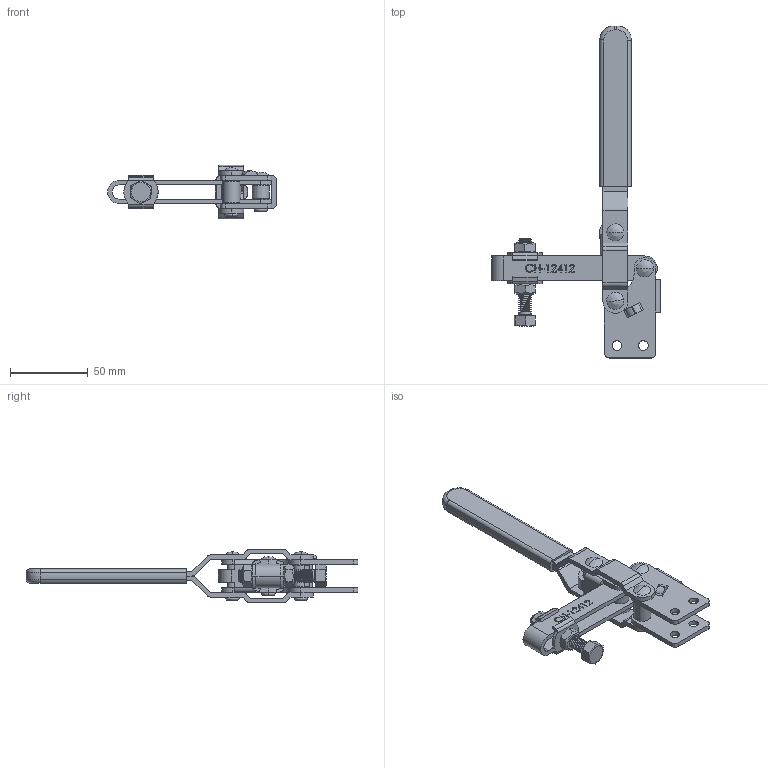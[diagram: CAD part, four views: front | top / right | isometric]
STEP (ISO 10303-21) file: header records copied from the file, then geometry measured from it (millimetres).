
FILE_DESCRIPTION (( 'STEP AP203' ), '1' );
FILE_NAME ('CH-12412.STEP', '2017-11-07T07:26:44', ( 'Windows' ), ( 'Microsoft' ), 'SwSTEP 2.0', 'SolidWorks 2015', '' );
FILE_SCHEMA (( 'CONFIG_CONTROL_DESIGN' ));
Length unit declared in the file: millimetre
Products named in the file (13): CH-11412-08; CH-11412-09; CH-12412-01 STRAIGHT BASE; CH-FW-516; CH-12412-02 U-BAR; CH-SA-085012 SPINDLE SUPPLIED; CH-11412-03 HANDLE ; M8 Nut; CH-11412-04 CONNECTING-PLATE; CH-12412; CH-11412-05; CH-11412-06; CH-11412-07
Assembly tree (17 placements, depth 2):
  CH-12412
    CH-12412-01 STRAIGHT BASE
    CH-12412-02 U-BAR
    CH-11412-03 HANDLE 
    CH-11412-04 CONNECTING-PLATE
    CH-11412-05  x2
    CH-11412-06
    CH-11412-07
    CH-11412-08  x2
    CH-11412-09  x2
    CH-FW-516  x2
    CH-SA-085012 SPINDLE SUPPLIED
    M8 Nut  x2
Bounding box: 108.5 x 213.2 x 34.6 mm (x, y, z)
Volume: 61657.5 mm3; surface area: 55830.3 mm2
Topology: 18 solids, 18 shells, 792 faces, 2120 edges, 1380 vertices
Faces by surface type: plane 309, cylinder 254, bspline 171, cone 46, torus 12
Entity records: 33865 total; most frequent: CARTESIAN_POINT 15846, ORIENTED_EDGE 3826, DIRECTION 2825, EDGE_CURVE 1913, VERTEX_POINT 1258, VECTOR 1063, LINE 1063, AXIS2_PLACEMENT_3D 881
